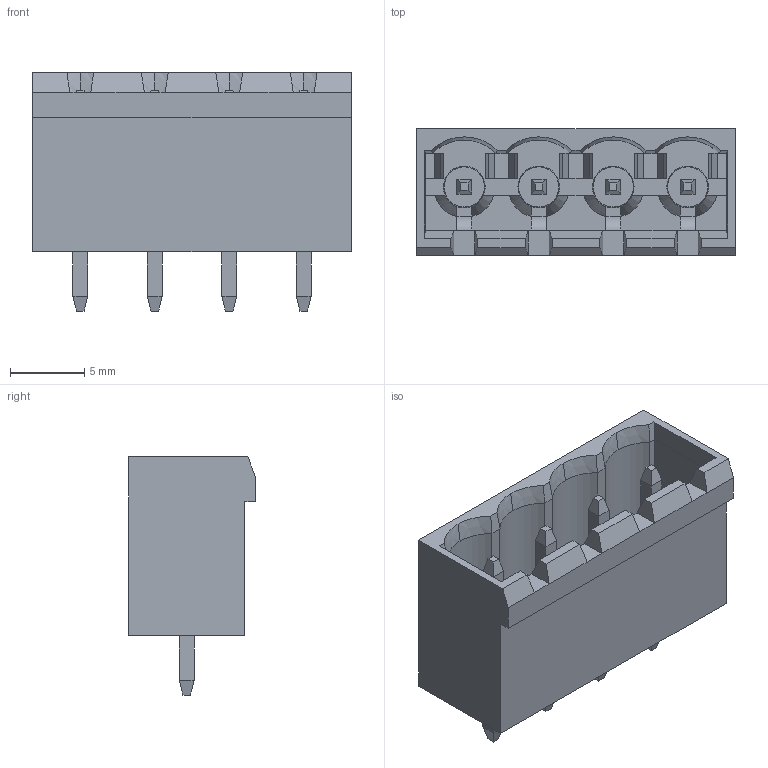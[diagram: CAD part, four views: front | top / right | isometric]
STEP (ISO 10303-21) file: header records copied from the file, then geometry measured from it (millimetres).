
FILE_DESCRIPTION(('FreeCAD Model'),'2;1');
FILE_NAME('Open CASCADE Shape Model','2024-11-18T14:11:17',(''),(''), 'Open CASCADE STEP processor 7.6','FreeCAD','Unknown');
FILE_SCHEMA(('AUTOMOTIVE_DESIGN { 1 0 10303 214 1 1 1 1 }'));
Length unit declared in the file: millimetre
Products named in the file (1): CUI_DEVICES_TBP04R2-500-04BE
Bounding box: 21.4 x 8.5 x 16 mm (x, y, z)
Volume: 901.6 mm3; surface area: 1985.6 mm2
Topology: 1 solids, 1 shells, 305 faces, 816 edges, 517 vertices
Faces by surface type: plane 269, cone 24, cylinder 12
Entity records: 11494 total; most frequent: CARTESIAN_POINT 1775, ORIENTED_EDGE 1632, DIRECTION 1468, EDGE_CURVE 816, LINE 712, VECTOR 712, VERTEX_POINT 517, AXIS2_PLACEMENT_3D 378
